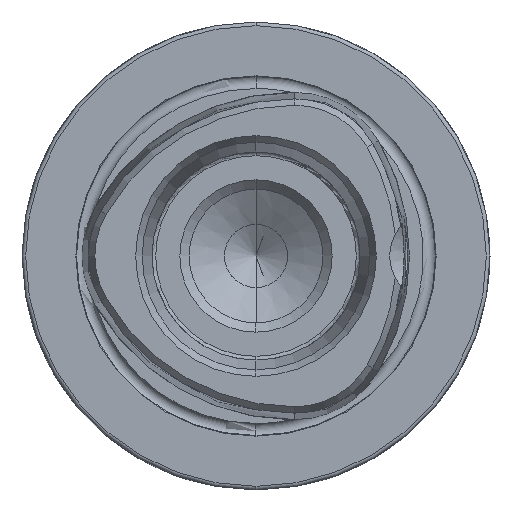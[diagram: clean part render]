
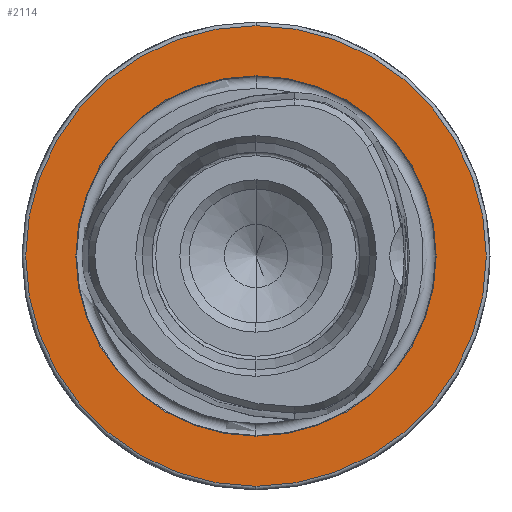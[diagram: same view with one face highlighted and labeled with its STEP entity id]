
A CAD part, left-side view. The second image highlights one B-rep face of the part: STEP entity #2114.
In plain terms, the highlighted planar face has unit normal (-1, 0, 0).
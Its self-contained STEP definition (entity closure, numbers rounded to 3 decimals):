
#332 = DIRECTION ( 'NONE',  ( 0., 0., -1. ) ) ;
#434 = DIRECTION ( 'NONE',  ( 0., 0., 1. ) ) ;
#663 = DIRECTION ( 'NONE',  ( -1., 0., 0. ) ) ;
#960 = EDGE_CURVE ( 'NONE', #3155, #5434, #5136, .T. ) ;
#1722 = CARTESIAN_POINT ( 'NONE',  ( 0., 0., 31. ) ) ;
#1809 = DIRECTION ( 'NONE',  ( -1., 0., 0. ) ) ;
#2114 = ADVANCED_FACE ( 'NONE', ( #5683, #3441 ), #3968, .F. ) ;
#2368 = AXIS2_PLACEMENT_3D ( 'NONE', #5764, #7222, #8709 ) ;
#2908 = CARTESIAN_POINT ( 'NONE',  ( 0., 0., 0. ) ) ;
#2964 = AXIS2_PLACEMENT_3D ( 'NONE', #8943, #1809, #434 ) ;
#3125 = CARTESIAN_POINT ( 'NONE',  ( 0., 24.25, 0. ) ) ;
#3155 = VERTEX_POINT ( 'NONE', #1722 ) ;
#3303 = VERTEX_POINT ( 'NONE', #3491 ) ;
#3441 = FACE_OUTER_BOUND ( 'NONE', #8090, .T. ) ;
#3491 = CARTESIAN_POINT ( 'NONE',  ( 0., 0., -24.25 ) ) ;
#3651 = DIRECTION ( 'NONE',  ( 0., 0., 1. ) ) ;
#3669 = CARTESIAN_POINT ( 'NONE',  ( 0., 0., 24.25 ) ) ;
#3913 = DIRECTION ( 'NONE',  ( 1., 0., 0. ) ) ;
#3968 = PLANE ( 'NONE',  #8455 ) ;
#4020 = CIRCLE ( 'NONE', #2368, 24.25 ) ;
#4093 = EDGE_LOOP ( 'NONE', ( #6366, #5455 ) ) ;
#4914 = VERTEX_POINT ( 'NONE', #3669 ) ;
#4971 = ORIENTED_EDGE ( 'NONE', *, *, #5180, .T. ) ;
#5136 = CIRCLE ( 'NONE', #5973, 31. ) ;
#5180 = EDGE_CURVE ( 'NONE', #5434, #3155, #8940, .T. ) ;
#5434 = VERTEX_POINT ( 'NONE', #5895 ) ;
#5455 = ORIENTED_EDGE ( 'NONE', *, *, #5777, .F. ) ;
#5683 = FACE_BOUND ( 'NONE', #4093, .T. ) ;
#5764 = CARTESIAN_POINT ( 'NONE',  ( 0., 0., 0. ) ) ;
#5777 = EDGE_CURVE ( 'NONE', #3303, #4914, #4020, .T. ) ;
#5895 = CARTESIAN_POINT ( 'NONE',  ( 0., 0., -31. ) ) ;
#5973 = AXIS2_PLACEMENT_3D ( 'NONE', #2908, #7245, #3651 ) ;
#6366 = ORIENTED_EDGE ( 'NONE', *, *, #8536, .F. ) ;
#6961 = CARTESIAN_POINT ( 'NONE',  ( 0., 0., 0. ) ) ;
#6964 = AXIS2_PLACEMENT_3D ( 'NONE', #6961, #663, #7678 ) ;
#7222 = DIRECTION ( 'NONE',  ( -1., 0., 0. ) ) ;
#7245 = DIRECTION ( 'NONE',  ( -1., 0., 0. ) ) ;
#7678 = DIRECTION ( 'NONE',  ( 0., 0., 1. ) ) ;
#7717 = ORIENTED_EDGE ( 'NONE', *, *, #960, .T. ) ;
#8090 = EDGE_LOOP ( 'NONE', ( #7717, #4971 ) ) ;
#8455 = AXIS2_PLACEMENT_3D ( 'NONE', #3125, #3913, #332 ) ;
#8536 = EDGE_CURVE ( 'NONE', #4914, #3303, #9008, .T. ) ;
#8709 = DIRECTION ( 'NONE',  ( 0., 0., 1. ) ) ;
#8940 = CIRCLE ( 'NONE', #6964, 31. ) ;
#8943 = CARTESIAN_POINT ( 'NONE',  ( 0., 0., 0. ) ) ;
#9008 = CIRCLE ( 'NONE', #2964, 24.25 ) ;
